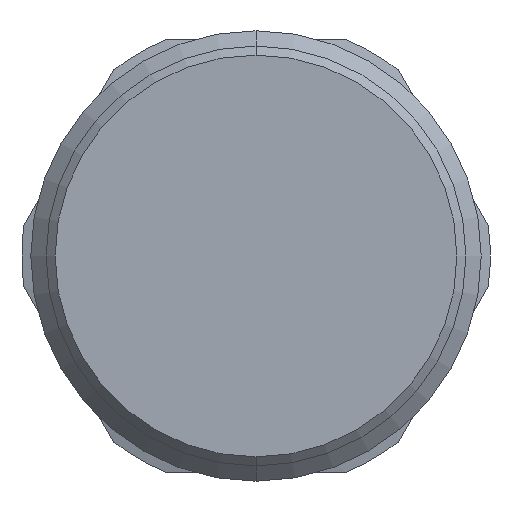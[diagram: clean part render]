
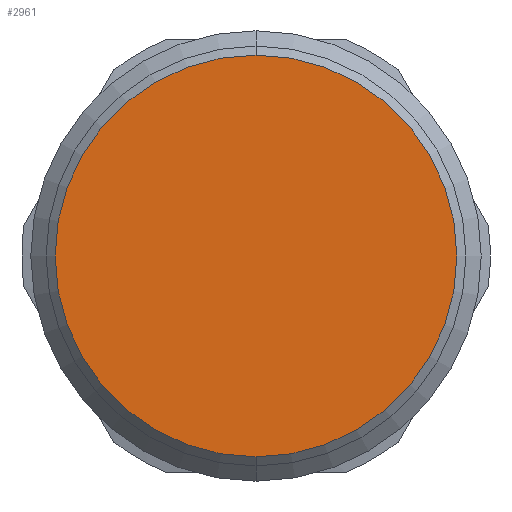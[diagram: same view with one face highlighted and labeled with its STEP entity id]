
A CAD part, front view. The second image highlights one B-rep face of the part: STEP entity #2961.
In plain terms, the highlighted planar face has unit normal (0, -1, 0).
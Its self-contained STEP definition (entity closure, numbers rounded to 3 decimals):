
#1246 = DIRECTION ( 'NONE',  ( 0., 0., 1. ) ) ;
#1247 = DIRECTION ( 'NONE',  ( 0., -1., 0. ) ) ;
#1248 = CARTESIAN_POINT ( 'NONE',  ( 0., -29.5, 0. ) ) ;
#1249 = AXIS2_PLACEMENT_3D ( 'NONE', #1248, #1247, #1246 ) ;
#1250 = CIRCLE ( 'NONE', #1249, 11.15 ) ;
#1351 = DIRECTION ( 'NONE',  ( 0., 0., 1. ) ) ;
#1352 = DIRECTION ( 'NONE',  ( 0., 1., 0. ) ) ;
#1353 = CARTESIAN_POINT ( 'NONE',  ( 0., -29.5, 0. ) ) ;
#1354 = AXIS2_PLACEMENT_3D ( 'NONE', #1353, #1352, #1351 ) ;
#1355 = PLANE ( 'NONE',  #1354 ) ;
#1356 = FACE_OUTER_BOUND ( 'NONE', #2884, .T. ) ;
#2722 = VERTEX_POINT ( 'NONE', #3547 ) ;
#2729 = EDGE_CURVE ( 'NONE', #2722, #2739, #3499, .T. ) ;
#2739 = VERTEX_POINT ( 'NONE', #3540 ) ;
#2884 = EDGE_LOOP ( 'NONE', ( #2885, #2983 ) ) ;
#2885 = ORIENTED_EDGE ( 'NONE', *, *, #2886, .T. ) ;
#2886 = EDGE_CURVE ( 'NONE', #2739, #2722, #1250, .T. ) ;
#2961 = ADVANCED_FACE ( 'NONE', ( #1356 ), #1355, .F. ) ;
#2983 = ORIENTED_EDGE ( 'NONE', *, *, #2729, .T. ) ;
#3495 = DIRECTION ( 'NONE',  ( 0., 0., 1. ) ) ;
#3496 = DIRECTION ( 'NONE',  ( 0., -1., 0. ) ) ;
#3497 = CARTESIAN_POINT ( 'NONE',  ( 0., -29.5, 0. ) ) ;
#3498 = AXIS2_PLACEMENT_3D ( 'NONE', #3497, #3496, #3495 ) ;
#3499 = CIRCLE ( 'NONE', #3498, 11.15 ) ;
#3540 = CARTESIAN_POINT ( 'NONE',  ( 0., -29.5, 11.15 ) ) ;
#3547 = CARTESIAN_POINT ( 'NONE',  ( 0., -29.5, -11.15 ) ) ;
